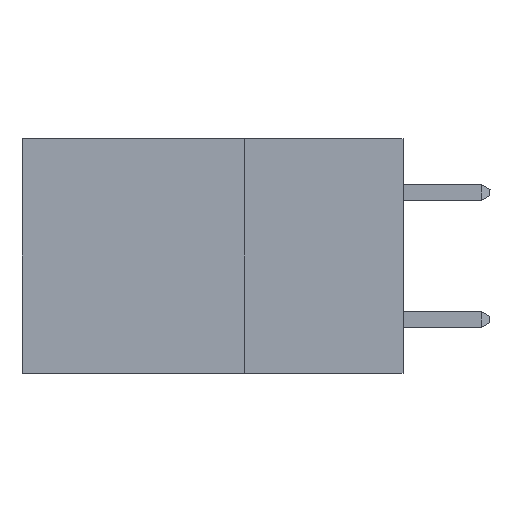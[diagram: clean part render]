
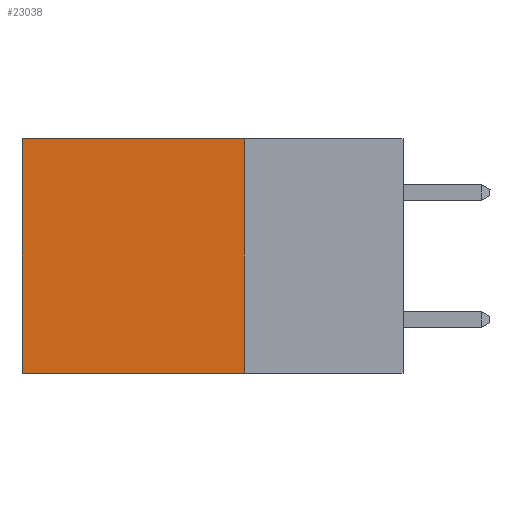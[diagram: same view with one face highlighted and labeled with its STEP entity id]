
A CAD part, left-side view. The second image highlights one B-rep face of the part: STEP entity #23038.
In plain terms, the highlighted planar face has unit normal (-1, 0, 0).
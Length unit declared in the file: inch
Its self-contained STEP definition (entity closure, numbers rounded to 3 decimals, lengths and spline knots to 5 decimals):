
#453 = DIRECTION ( 'NONE',  ( 0., 0., -1. ) ) ;
#823 = FACE_OUTER_BOUND ( 'NONE', #7908, .T. ) ;
#3120 = CARTESIAN_POINT ( 'NONE',  ( 0.2875, 0.25, 0. ) ) ;
#3203 = CARTESIAN_POINT ( 'NONE',  ( 0.2875, 0.25, 0. ) ) ;
#5092 = ORIENTED_EDGE ( 'NONE', *, *, #17998, .T. ) ;
#5490 = PLANE ( 'NONE',  #15136 ) ;
#5628 = CARTESIAN_POINT ( 'NONE',  ( 0.2875, 0.25, -0.37 ) ) ;
#6925 = EDGE_CURVE ( 'NONE', #28767, #21578, #7729, .T. ) ;
#7529 = VECTOR ( 'NONE', #453, 39.37008 ) ;
#7729 = LINE ( 'NONE', #12167, #24914 ) ;
#7908 = EDGE_LOOP ( 'NONE', ( #5092, #28933, #19129, #21531 ) ) ;
#9882 = DIRECTION ( 'NONE',  ( 0., 0., -1. ) ) ;
#12144 = DIRECTION ( 'NONE',  ( 1., 0., 0. ) ) ;
#12167 = CARTESIAN_POINT ( 'NONE',  ( 0.2875, 0.25, -0.37 ) ) ;
#13025 = VECTOR ( 'NONE', #15546, 39.37008 ) ;
#13317 = CARTESIAN_POINT ( 'NONE',  ( 0.2875, 0.6, 0. ) ) ;
#14129 = DIRECTION ( 'NONE',  ( 0., 0., -1. ) ) ;
#15136 = AXIS2_PLACEMENT_3D ( 'NONE', #19281, #12144, #9882 ) ;
#15468 = LINE ( 'NONE', #28944, #13025 ) ;
#15546 = DIRECTION ( 'NONE',  ( 0., 1., 0. ) ) ;
#16112 = CARTESIAN_POINT ( 'NONE',  ( 0.2875, 0.6, 0. ) ) ;
#17998 = EDGE_CURVE ( 'NONE', #26540, #21578, #26122, .T. ) ;
#18788 = EDGE_CURVE ( 'NONE', #23148, #28767, #19807, .T. ) ;
#19129 = ORIENTED_EDGE ( 'NONE', *, *, #18788, .F. ) ;
#19281 = CARTESIAN_POINT ( 'NONE',  ( 0.2875, 0.25, 0. ) ) ;
#19651 = DIRECTION ( 'NONE',  ( 0., 1., 0. ) ) ;
#19807 = LINE ( 'NONE', #3120, #22925 ) ;
#19939 = EDGE_CURVE ( 'NONE', #23148, #26540, #15468, .T. ) ;
#21531 = ORIENTED_EDGE ( 'NONE', *, *, #19939, .T. ) ;
#21578 = VERTEX_POINT ( 'NONE', #24979 ) ;
#22925 = VECTOR ( 'NONE', #14129, 39.37008 ) ;
#23038 = ADVANCED_FACE ( 'NONE', ( #823 ), #5490, .F. ) ;
#23148 = VERTEX_POINT ( 'NONE', #3203 ) ;
#24914 = VECTOR ( 'NONE', #19651, 39.37008 ) ;
#24979 = CARTESIAN_POINT ( 'NONE',  ( 0.2875, 0.6, -0.37 ) ) ;
#26122 = LINE ( 'NONE', #16112, #7529 ) ;
#26540 = VERTEX_POINT ( 'NONE', #13317 ) ;
#28767 = VERTEX_POINT ( 'NONE', #5628 ) ;
#28933 = ORIENTED_EDGE ( 'NONE', *, *, #6925, .F. ) ;
#28944 = CARTESIAN_POINT ( 'NONE',  ( 0.2875, 0.25, 0. ) ) ;
